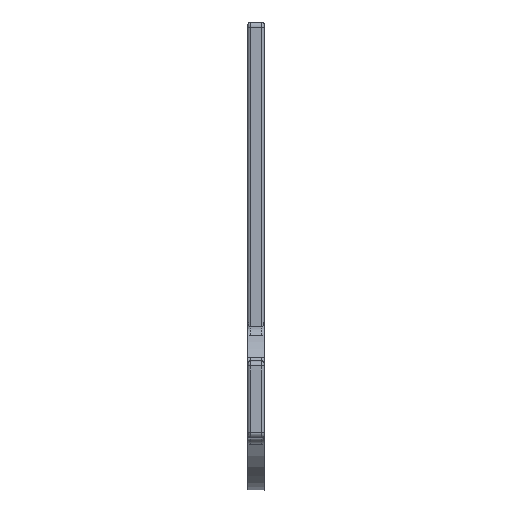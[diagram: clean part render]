
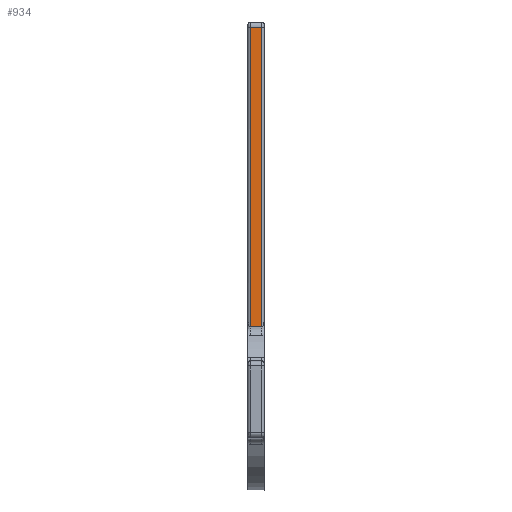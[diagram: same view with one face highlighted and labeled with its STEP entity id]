
A CAD part, top view. The second image highlights one B-rep face of the part: STEP entity #934.
In plain terms, the highlighted planar face has unit normal (0, 0, 1).
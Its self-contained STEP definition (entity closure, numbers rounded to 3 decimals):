
#41=PLANE('',#1035);
#51=LINE('',#1929,#98);
#67=LINE('',#2061,#114);
#78=LINE('',#2116,#125);
#79=LINE('',#2119,#126);
#98=VECTOR('',#1116,10.);
#114=VECTOR('',#1184,10.);
#125=VECTOR('',#1225,10.);
#126=VECTOR('',#1230,10.);
#203=FACE_OUTER_BOUND('',#258,.T.);
#258=EDGE_LOOP('',(#727,#728,#729,#730));
#398=VERTEX_POINT('',#1868);
#400=VERTEX_POINT('',#1927);
#418=VERTEX_POINT('',#2060);
#429=VERTEX_POINT('',#2115);
#489=EDGE_CURVE('',#400,#398,#51,.T.);
#521=EDGE_CURVE('',#398,#418,#67,.T.);
#541=EDGE_CURVE('',#429,#418,#78,.T.);
#543=EDGE_CURVE('',#429,#400,#79,.T.);
#727=ORIENTED_EDGE('',*,*,#489,.F.);
#728=ORIENTED_EDGE('',*,*,#543,.F.);
#729=ORIENTED_EDGE('',*,*,#541,.T.);
#730=ORIENTED_EDGE('',*,*,#521,.F.);
#934=ADVANCED_FACE('',(#203),#41,.T.);
#1035=AXIS2_PLACEMENT_3D('',#2118,#1228,#1229);
#1116=DIRECTION('',(-1.,0.,0.));
#1184=DIRECTION('',(0.,1.,0.));
#1225=DIRECTION('',(-1.,0.,0.));
#1228=DIRECTION('center_axis',(0.,0.,1.));
#1229=DIRECTION('ref_axis',(0.,-1.,0.));
#1230=DIRECTION('',(0.,-1.,0.));
#1868=CARTESIAN_POINT('',(-2.175,31.165,15.));
#1927=CARTESIAN_POINT('',(2.175,31.165,15.));
#1929=CARTESIAN_POINT('',(0.,31.165,15.));
#2060=CARTESIAN_POINT('',(-2.175,148.,15.));
#2061=CARTESIAN_POINT('',(-2.175,103.375,15.));
#2115=CARTESIAN_POINT('',(2.175,148.,15.));
#2116=CARTESIAN_POINT('',(0.,148.,15.));
#2118=CARTESIAN_POINT('Origin',(0.,148.,15.));
#2119=CARTESIAN_POINT('',(2.175,103.375,15.));
